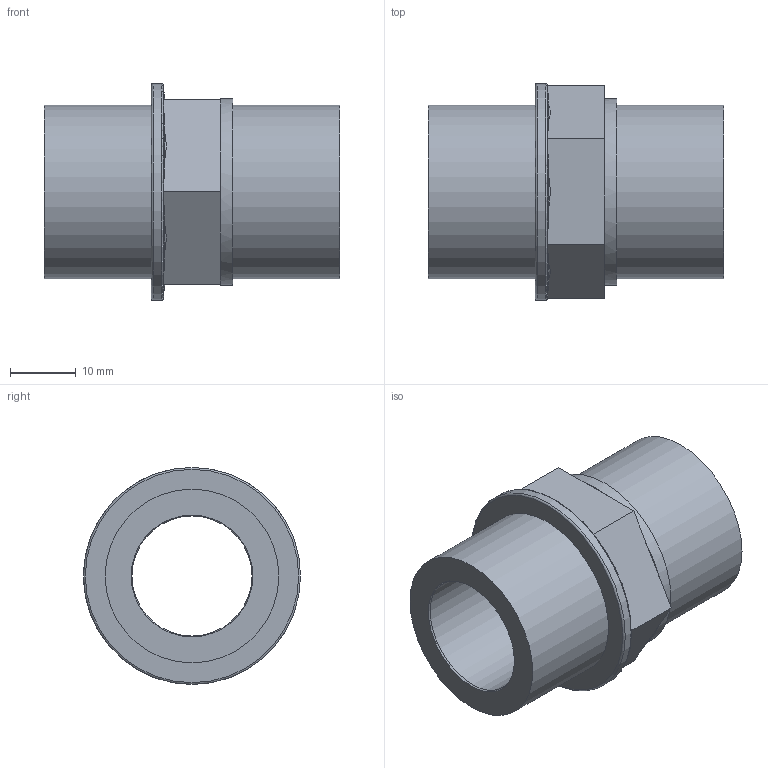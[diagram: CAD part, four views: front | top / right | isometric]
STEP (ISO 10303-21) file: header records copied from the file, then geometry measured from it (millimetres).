
FILE_DESCRIPTION(/* description */ (''),/* implementation_level */ '2;1');
FILE_NAME(/* name */ 'NFV034.ipt.stp',/* time_stamp */ '2013-10-01T14:48:06+02:00',/* author */ ('bfaro'),/* organization */ (''),/* preprocessor_version */ 'ST-DEVELOPER v15.2',/* originating_system */ 'Autodesk Inventor 2014',/* authorisation */ '');
FILE_SCHEMA (('AUTOMOTIVE_DESIGN { 1 0 10303 214 3 1 1 }'));
Length unit declared in the file: millimetre
Products named in the file (1): NFV034
Bounding box: 45 x 33 x 33 mm (x, y, z)
Volume: 14719.1 mm3; surface area: 7629.6 mm2
Topology: 1 solids, 1 shells, 38 faces, 94 edges, 63 vertices
Faces by surface type: plane 22, torus 8, cylinder 5, cone 3
Full cylindrical faces by diameter (mm): 18.265 x1, 26.4 x2, 28.4 x1, 33 x1
Entity records: 1100 total; most frequent: CARTESIAN_POINT 254, DIRECTION 167, ORIENTED_EDGE 158, EDGE_CURVE 79, AXIS2_PLACEMENT_3D 70, VERTEX_POINT 55, EDGE_LOOP 52, FACE_OUTER_BOUND 38
